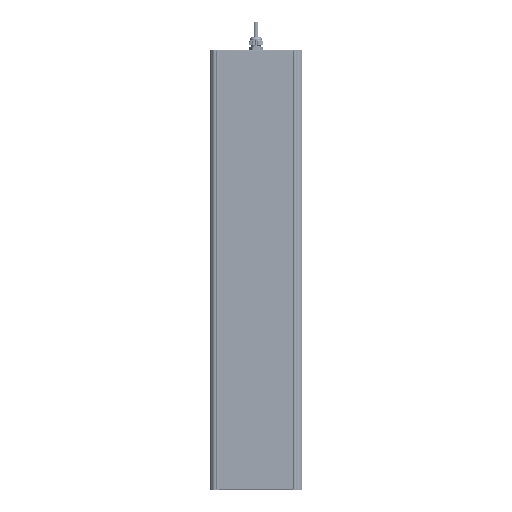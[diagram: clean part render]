
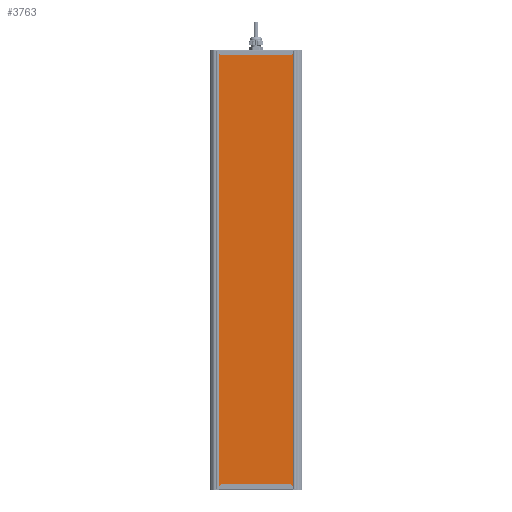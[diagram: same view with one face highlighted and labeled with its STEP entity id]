
A CAD part, front view. The second image highlights one B-rep face of the part: STEP entity #3763.
In plain terms, the highlighted face is planar.
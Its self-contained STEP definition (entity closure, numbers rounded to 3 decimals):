
#3763=ADVANCED_FACE('',(#13824),#13826,.T.);
#13824=FACE_BOUND('',#13825,.T.);
#13825=EDGE_LOOP('',(#42846,#42847,#42848,#42849));
#13826=PLANE('',#13827);
#13827=AXIS2_PLACEMENT_3D('',#13828,#13829,#13830);
#13828=CARTESIAN_POINT('',(2111.497,401.002,-34.582));
#13829=DIRECTION('',(0.,0.,-1.));
#13830=DIRECTION('',(0.,1.,0.));
#42846=ORIENTED_EDGE('',*,*,#49812,.F.);
#42847=ORIENTED_EDGE('',*,*,#49811,.T.);
#42848=ORIENTED_EDGE('',*,*,#49813,.F.);
#42849=ORIENTED_EDGE('',*,*,#49814,.F.);
#49811=EDGE_CURVE('',#55587,#55591,#55593,.T.);
#49812=EDGE_CURVE('',#55587,#55594,#55595,.T.);
#49813=EDGE_CURVE('',#55596,#55591,#55597,.T.);
#49814=EDGE_CURVE('',#55594,#55596,#55598,.T.);
#55587=VERTEX_POINT('',#74649);
#55591=VERTEX_POINT('',#74657);
#55593=LINE('',#74661,#74662);
#55594=VERTEX_POINT('',#74664);
#55595=LINE('',#74665,#74666);
#55596=VERTEX_POINT('',#74668);
#55597=LINE('',#74669,#74670);
#55598=LINE('',#74672,#74673);
#74649=CARTESIAN_POINT('',(2111.497,565.13,-34.582));
#74657=CARTESIAN_POINT('',(3007.497,565.13,-34.582));
#74661=CARTESIAN_POINT('',(2111.497,565.13,-34.582));
#74662=VECTOR('',#74663,1.);
#74663=DIRECTION('',(1.,0.,0.));
#74664=CARTESIAN_POINT('',(2111.497,401.002,-34.582));
#74665=CARTESIAN_POINT('',(2111.497,565.13,-34.582));
#74666=VECTOR('',#74667,1.);
#74667=DIRECTION('',(0.,-1.,0.));
#74668=CARTESIAN_POINT('',(3007.497,401.002,-34.582));
#74669=CARTESIAN_POINT('',(3007.497,401.002,-34.582));
#74670=VECTOR('',#74671,1.);
#74671=DIRECTION('',(0.,1.,0.));
#74672=CARTESIAN_POINT('',(2111.497,401.002,-34.582));
#74673=VECTOR('',#74674,1.);
#74674=DIRECTION('',(1.,0.,0.));
